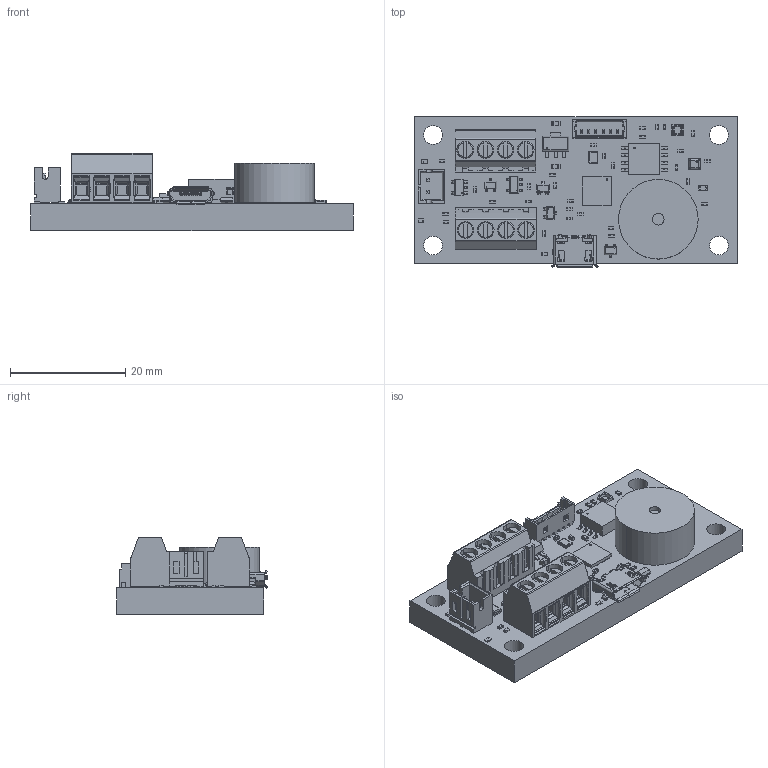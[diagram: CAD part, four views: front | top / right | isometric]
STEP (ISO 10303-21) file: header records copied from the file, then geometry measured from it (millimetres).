
FILE_DESCRIPTION(('KiCad electronic assembly'),'2;1');
FILE_NAME('Base-Flight-Computer-Test.step','2023-06-08T12:35:06',( 'Pcbnew'),('Kicad'),'Open CASCADE STEP processor 7.6', 'KiCad to STEP converter','Unknown');
FILE_SCHEMA(('AUTOMOTIVE_DESIGN { 1 0 10303 214 1 1 1 1 }'));
Length unit declared in the file: millimetre
Products named in the file (38): Base-Flight-Computer-Test 1; RES_0402; COMPOUND; CAP_0402; CLMVC-FKA-CL1D1L71BB7C3C3; 530470610; PMEG3010AESBYL; AT-1438-TWT-R; SOLID; B2B_PH_K_S_LF__SN_; 2N7002W-7-F; 10118194-0001LF; AP7370-33Y-13; BMP390; QS5U17TR; ECS-240-12-37B-CKY-TR; CAP_0603; LTST-C191KGKT; 1546551-4; SST25VF040B-50-4I-S2AE-T; stm32g4a1keu6; PCB
Assembly tree (72 placements, depth 3):
  Base-Flight-Computer-Test 1
    RES_0402  x18
      COMPOUND
    CAP_0402  x11
      COMPOUND
    CLMVC-FKA-CL1D1L71BB7C3C3
      COMPOUND
    530470610
      COMPOUND
    PMEG3010AESBYL  x3
      COMPOUND
    AT-1438-TWT-R
      SOLID
    B2B_PH_K_S_LF__SN_
      COMPOUND
    2N7002W-7-F  x4
      COMPOUND
    10118194-0001LF
      SOLID
    AP7370-33Y-13
      COMPOUND
    BMP390
      SOLID
    QS5U17TR  x2
      COMPOUND
    ECS-240-12-37B-CKY-TR
      COMPOUND
    CAP_0603  x2
      COMPOUND
    LTST-C191KGKT
      COMPOUND
    1546551-4  x2
      SOLID
    SST25VF040B-50-4I-S2AE-T
      COMPOUND
    stm32g4a1keu6
      COMPOUND
    PCB
Bounding box: 55.91 x 26.12 x 13.36 mm (x, y, z)
Volume: 8737.9 mm3; surface area: 8090.1 mm2
Topology: 233 solids, 233 shells, 4175 faces, 10655 edges, 6965 vertices
Faces by surface type: plane 3177, cylinder 907, torus 32, sphere 20, bspline 17, cone 12, extrusion 10
Full cylindrical faces by diameter (mm): 0.08 x2, 0.11 x4, 0.173 x1, 0.25 x1, 0.269 x1, 0.508 x6, 0.813 x2, 0.9 x2, 1.219 x8, 3.264 x4
Entity records: 182546 total; most frequent: CARTESIAN_POINT 46971, DIRECTION 23809, VECTOR 16219, LINE 16209, ORIENTED_EDGE 12826, PCURVE 12826, DEFINITIONAL_REPRESENTATION 12826, EDGE_CURVE 6413
